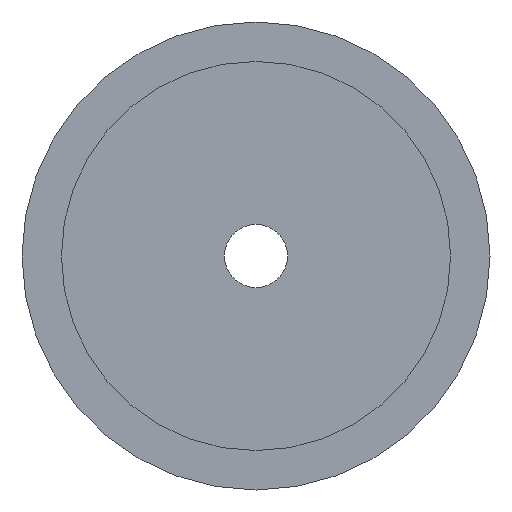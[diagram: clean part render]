
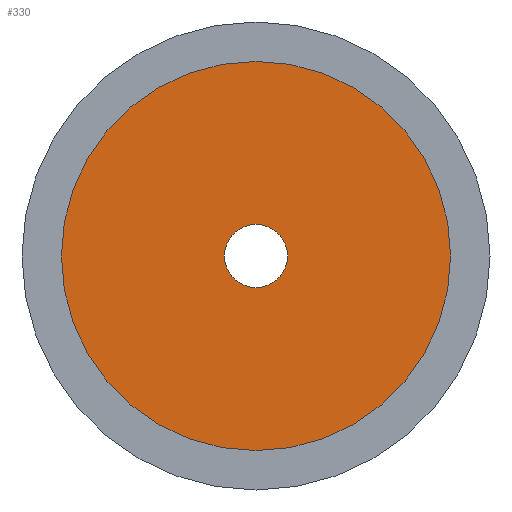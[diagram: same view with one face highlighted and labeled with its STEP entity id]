
A CAD part, front view. The second image highlights one B-rep face of the part: STEP entity #330.
In plain terms, the highlighted planar face has unit normal (0, -1, 0).
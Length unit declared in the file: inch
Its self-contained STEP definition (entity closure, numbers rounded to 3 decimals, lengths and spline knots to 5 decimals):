
#1 = EDGE_LOOP ( 'NONE', ( #44, #45 ) ) ;
#2 = EDGE_LOOP ( 'NONE', ( #41, #42 ) ) ;
#5 = FACE_BOUND ( 'NONE', #2, .T. ) ;
#41 = ORIENTED_EDGE ( 'NONE', *, *, #396, .T. ) ;
#42 = ORIENTED_EDGE ( 'NONE', *, *, #385, .T. ) ;
#44 = ORIENTED_EDGE ( 'NONE', *, *, #384, .T. ) ;
#45 = ORIENTED_EDGE ( 'NONE', *, *, #397, .T. ) ;
#77 = FACE_OUTER_BOUND ( 'NONE', #1, .T. ) ;
#107 = CIRCLE ( 'NONE', #374, 0.2495 ) ;
#109 = CIRCLE ( 'NONE', #412, 0.0405 ) ;
#121 = CIRCLE ( 'NONE', #342, 0.0405 ) ;
#122 = CIRCLE ( 'NONE', #345, 0.2495 ) ;
#162 = CARTESIAN_POINT ( 'NONE',  ( 0., 0., -0.0405 ) ) ;
#169 = VERTEX_POINT ( 'NONE', #162 ) ;
#170 = VERTEX_POINT ( 'NONE', #183 ) ;
#179 = VERTEX_POINT ( 'NONE', #190 ) ;
#180 = VERTEX_POINT ( 'NONE', #191 ) ;
#183 = CARTESIAN_POINT ( 'NONE',  ( 0., 0., 0.0405 ) ) ;
#190 = CARTESIAN_POINT ( 'NONE',  ( 0., 0., 0.2495 ) ) ;
#191 = CARTESIAN_POINT ( 'NONE',  ( 0., 0., -0.2495 ) ) ;
#203 = CARTESIAN_POINT ( 'NONE',  ( 0., 0., 0. ) ) ;
#204 = PLANE ( 'NONE',  #372 ) ;
#206 = DIRECTION ( 'NONE',  ( 0., 1., 0. ) ) ;
#207 = DIRECTION ( 'NONE',  ( 0., 0., 1. ) ) ;
#252 = CARTESIAN_POINT ( 'NONE',  ( 0., 0., 0. ) ) ;
#255 = DIRECTION ( 'NONE',  ( 0., -1., 0. ) ) ;
#256 = DIRECTION ( 'NONE',  ( 0., 0., -1. ) ) ;
#257 = CARTESIAN_POINT ( 'NONE',  ( 0., 0., 0. ) ) ;
#258 = DIRECTION ( 'NONE',  ( 0., 1., 0. ) ) ;
#259 = DIRECTION ( 'NONE',  ( 0., 0., 1. ) ) ;
#278 = CARTESIAN_POINT ( 'NONE',  ( 0., 0., 0. ) ) ;
#283 = CARTESIAN_POINT ( 'NONE',  ( 0., 0., 0. ) ) ;
#287 = DIRECTION ( 'NONE',  ( 0., 1., 0. ) ) ;
#288 = DIRECTION ( 'NONE',  ( 0., 0., 1. ) ) ;
#290 = DIRECTION ( 'NONE',  ( 0., -1., 0. ) ) ;
#291 = DIRECTION ( 'NONE',  ( 0., 0., -1. ) ) ;
#330 = ADVANCED_FACE ( 'NONE', ( #5, #77 ), #204, .F. ) ;
#342 = AXIS2_PLACEMENT_3D ( 'NONE', #278, #287, #288 ) ;
#345 = AXIS2_PLACEMENT_3D ( 'NONE', #283, #290, #291 ) ;
#372 = AXIS2_PLACEMENT_3D ( 'NONE', #203, #206, #207 ) ;
#374 = AXIS2_PLACEMENT_3D ( 'NONE', #252, #255, #256 ) ;
#384 = EDGE_CURVE ( 'NONE', #180, #179, #107, .T. ) ;
#385 = EDGE_CURVE ( 'NONE', #169, #170, #109, .T. ) ;
#396 = EDGE_CURVE ( 'NONE', #170, #169, #121, .T. ) ;
#397 = EDGE_CURVE ( 'NONE', #179, #180, #122, .T. ) ;
#412 = AXIS2_PLACEMENT_3D ( 'NONE', #257, #258, #259 ) ;
